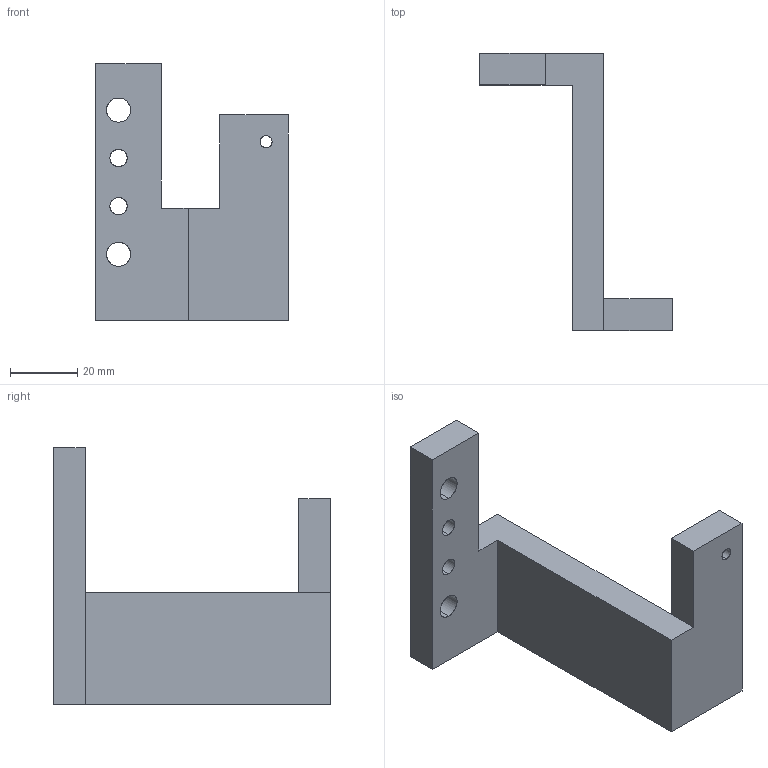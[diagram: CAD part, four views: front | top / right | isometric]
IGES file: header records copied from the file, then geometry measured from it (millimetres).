
Start section: SolidWorks IGES file using analytic representation for surfaces
Global section: file name: D1200186-v1_Damper Plate Mounting Back (Lowered) Bracket.IGS; native system: SolidWorks 2012; preprocessor: SolidWorks 2012; author: tnguyen; date: 120427.154406; units: inch
Bounding box: 57.15 x 82.17 x 76.2 mm (x, y, z)
Surface area: 16413.2 mm2 (no closed solid volume)
Topology: 0 solids, 0 shells, 24 faces, 430 edges, 430 vertices
Faces by surface type: bspline 14, revolution 10
